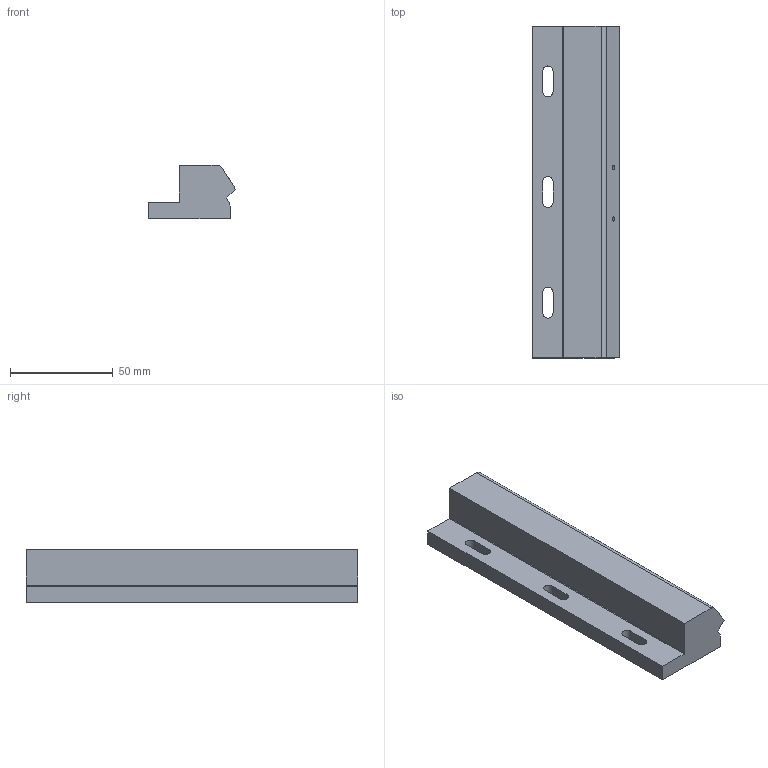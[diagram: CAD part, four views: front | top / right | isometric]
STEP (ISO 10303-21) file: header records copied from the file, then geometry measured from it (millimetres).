
FILE_DESCRIPTION(/* description */ (''),/* implementation_level */ '2;1');
FILE_NAME(/* name */ 'WinMountTop_Mid2.step',/* time_stamp */ '2021-08-05T09:22:18-05:00',/* author */ (''),/* organization */ (''),/* preprocessor_version */ 'ST-DEVELOPER v18.1',/* originating_system */ 'Autodesk Translation Framework v10.9.0.1377',/* authorisation */ '');
FILE_SCHEMA (('AUTOMOTIVE_DESIGN { 1 0 10303 214 3 1 1 }'));
Length unit declared in the file: millimetre
Products named in the file (1): WinMountTop_Mid2
Bounding box: 42.27 x 161.25 x 25.98 mm (x, y, z)
Volume: 118847.2 mm3; surface area: 23315.5 mm2
Topology: 1 solids, 1 shells, 53 faces, 144 edges, 96 vertices
Faces by surface type: plane 26, bspline 17, cylinder 10
Full cylindrical faces by diameter (mm): 2.2 x2
Entity records: 1880 total; most frequent: CARTESIAN_POINT 583, ORIENTED_EDGE 288, DIRECTION 204, EDGE_CURVE 144, VERTEX_POINT 96, LINE 90, VECTOR 90, EDGE_LOOP 62
